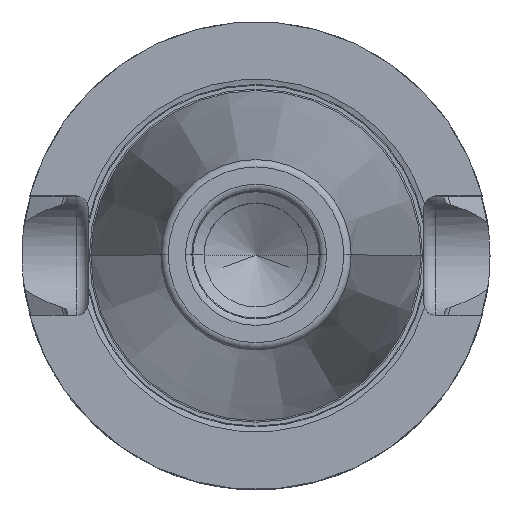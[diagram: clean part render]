
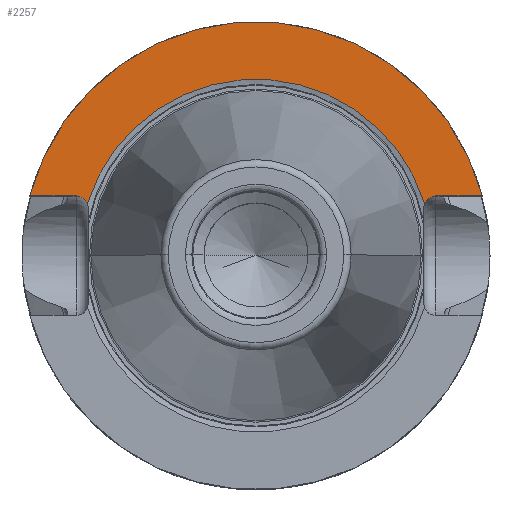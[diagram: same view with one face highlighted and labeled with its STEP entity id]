
A CAD part, top view. The second image highlights one B-rep face of the part: STEP entity #2257.
In plain terms, the highlighted planar face has unit normal (0, 0, 1).
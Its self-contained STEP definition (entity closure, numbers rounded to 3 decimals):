
#344=CARTESIAN_POINT('',(0.,0.,-2.));
#345=DIRECTION('',(0.,0.,1.));
#346=DIRECTION('',(0.967,0.256,0.));
#347=AXIS2_PLACEMENT_3D('',#344,#345,#346);
#462=DIRECTION('',(-1.,0.,0.));
#463=VECTOR('',#462,6.254);
#464=CARTESIAN_POINT('',(30.454,8.05,-2.));
#465=LINE('',#464,#463);
#469=CARTESIAN_POINT('',(0.,0.,-2.));
#470=DIRECTION('',(0.,0.,1.));
#471=DIRECTION('',(0.956,0.294,0.));
#472=AXIS2_PLACEMENT_3D('',#469,#470,#471);
#477=DIRECTION('',(1.,0.,0.));
#478=VECTOR('',#477,6.254);
#479=CARTESIAN_POINT('',(-30.454,8.05,-2.));
#480=LINE('',#479,#478);
#537=CARTESIAN_POINT('',(24.2,6.45,-2.));
#538=DIRECTION('',(0.,0.,-1.));
#539=DIRECTION('',(-0.941,0.337,0.));
#540=AXIS2_PLACEMENT_3D('',#537,#538,#539);
#1213=CARTESIAN_POINT('',(-24.2,6.45,-2.));
#1214=DIRECTION('',(0.,0.,-1.));
#1215=DIRECTION('',(0.,1.,0.));
#1216=AXIS2_PLACEMENT_3D('',#1213,#1214,#1215);
#1690=CARTESIAN_POINT('',(-24.2,8.05,-2.));
#1691=CARTESIAN_POINT('',(-22.694,6.989,-2.));
#1692=VERTEX_POINT('',#1690);
#1693=VERTEX_POINT('',#1691);
#1698=CARTESIAN_POINT('',(22.694,6.989,-2.));
#1699=CARTESIAN_POINT('',(24.2,8.05,-2.));
#1700=VERTEX_POINT('',#1698);
#1701=VERTEX_POINT('',#1699);
#1740=CARTESIAN_POINT('',(-30.454,8.05,-2.));
#1742=VERTEX_POINT('',#1740);
#1767=CARTESIAN_POINT('',(30.454,8.05,-2.));
#1769=VERTEX_POINT('',#1767);
#2239=CARTESIAN_POINT('',(0.,0.,-2.));
#2240=DIRECTION('',(0.,0.,-1.));
#2241=DIRECTION('',(-1.,0.,0.));
#2242=AXIS2_PLACEMENT_3D('',#2239,#2240,#2241);
#2243=PLANE('',#2242);
#2245=ORIENTED_EDGE('',*,*,#2244,.T.);
#2247=ORIENTED_EDGE('',*,*,#2246,.F.);
#2249=ORIENTED_EDGE('',*,*,#2248,.T.);
#2251=ORIENTED_EDGE('',*,*,#2250,.F.);
#2253=ORIENTED_EDGE('',*,*,#2252,.F.);
#2254=ORIENTED_EDGE('',*,*,#2177,.F.);
#2255=EDGE_LOOP('',(#2245,#2247,#2249,#2251,#2253,#2254));
#2256=FACE_OUTER_BOUND('',#2255,.F.);
#348=CIRCLE('',#347,31.5);
#473=CIRCLE('',#472,23.746);
#541=CIRCLE('',#540,1.6);
#1217=CIRCLE('',#1216,1.6);
#2177=EDGE_CURVE('',#1769,#1742,#348,.T.);
#2244=EDGE_CURVE('',#1769,#1701,#465,.T.);
#2246=EDGE_CURVE('',#1700,#1701,#541,.T.);
#2248=EDGE_CURVE('',#1700,#1693,#473,.T.);
#2250=EDGE_CURVE('',#1692,#1693,#1217,.T.);
#2252=EDGE_CURVE('',#1742,#1692,#480,.T.);
#2257=ADVANCED_FACE('',(#2256),#2243,.F.);
